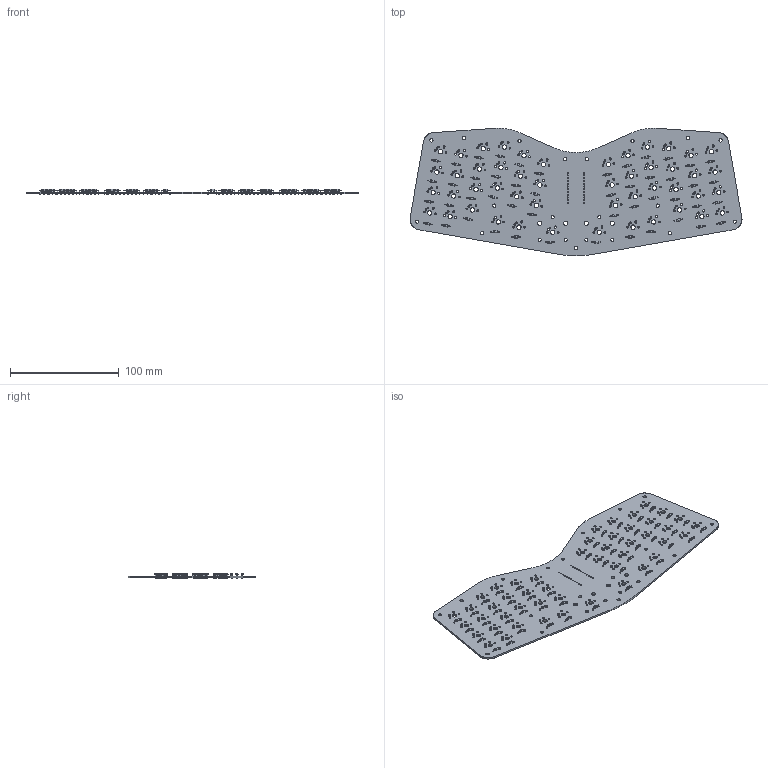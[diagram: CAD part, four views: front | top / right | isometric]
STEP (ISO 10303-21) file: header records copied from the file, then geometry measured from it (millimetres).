
FILE_DESCRIPTION(('KiCad electronic assembly'),'2;1');
FILE_NAME('003k-pcb.step','2023-11-19T20:41:45',('Pcbnew'),('Kicad'), 'Open CASCADE STEP processor 7.6','KiCad to STEP converter','Unknown' );
FILE_SCHEMA(('AUTOMOTIVE_DESIGN { 1 0 10303 214 1 1 1 1 }'));
Length unit declared in the file: millimetre
Products named in the file (4): 003k-pcb 1; D_DO-35_SOD27_P7.62mm_Horizontal; COMPOUND; 003k-pcb PCB
Assembly tree (50 placements, depth 3):
  003k-pcb 1
    D_DO-35_SOD27_P7.62mm_Horizontal  x48
      COMPOUND
    003k-pcb PCB
Bounding box: 304.91 x 117.22 x 5.01 mm (x, y, z)
Volume: 44276 mm3; surface area: 62729.5 mm2
Topology: 97 solids, 97 shells, 1528 faces, 3426 edges, 2188 vertices
Faces by surface type: cylinder 865, plane 471, torus 192
Full cylindrical faces by diameter (mm): 0.5 x144, 0.8 x96, 1 x24, 1.524 x96, 1.702 x96, 2 x96, 2.02 x48, 3 x17, 3.048 x4, 3.988 x52
Entity records: 61999 total; most frequent: CARTESIAN_POINT 16379, DIRECTION 8372, ORIENTED_EDGE 4596, PCURVE 4596, DEFINITIONAL_REPRESENTATION 4596, LINE 4368, VECTOR 4368, EDGE_CURVE 2298
